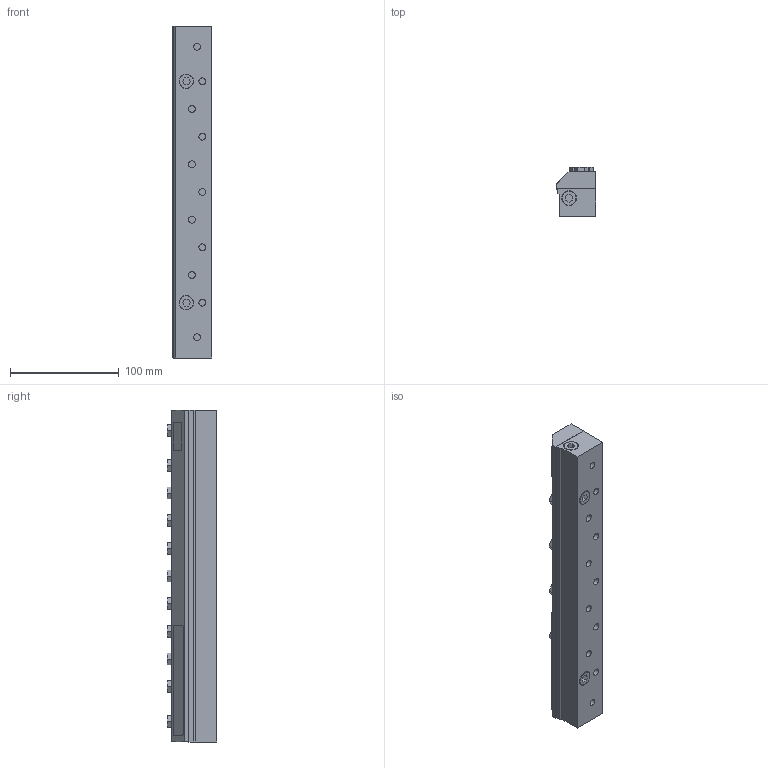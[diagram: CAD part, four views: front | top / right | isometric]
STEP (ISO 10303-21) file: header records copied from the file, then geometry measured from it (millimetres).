
FILE_DESCRIPTION((''),'2;1');
FILE_NAME('110012-pvdf.stp','2009-08-06T14:44:08',('David Woerner'),(''),'Autodesk Inventor 2010','Autodesk Inventor 2010','');
FILE_SCHEMA(('AUTOMOTIVE_DESIGN { 1 0 10303 214 1 1 1 1 }'));
Length unit declared in the file: inch
Products named in the file (9): 110012-pvdf; 900997; 900999; 900998; 900248; 2583; Parker Countersunk Hex-Head Plug 219P 219P-4; 9715; 9898
Assembly tree (20 placements, depth 3):
  110012-pvdf
    900997
    900999
    900998
    900248  x11
    2583  x3
      Parker Countersunk Hex-Head Plug 219P 219P-4
    9715
    9898
Bounding box: 36.53 x 45.26 x 304.8 mm (x, y, z)
Volume: 388780 mm3; surface area: 113047.1 mm2
Topology: 19 solids, 19 shells, 265 faces, 648 edges, 434 vertices
Faces by surface type: plane 178, bspline 36, cylinder 34, cone 17
Full cylindrical faces by diameter (mm): 6.477 x11, 7.163 x11
Entity records: 5095 total; most frequent: CARTESIAN_POINT 1359, DIRECTION 697, ORIENTED_EDGE 642, EDGE_CURVE 321, EDGE_LOOP 259, AXIS2_PLACEMENT_3D 258, VERTEX_POINT 238, VECTOR 181
